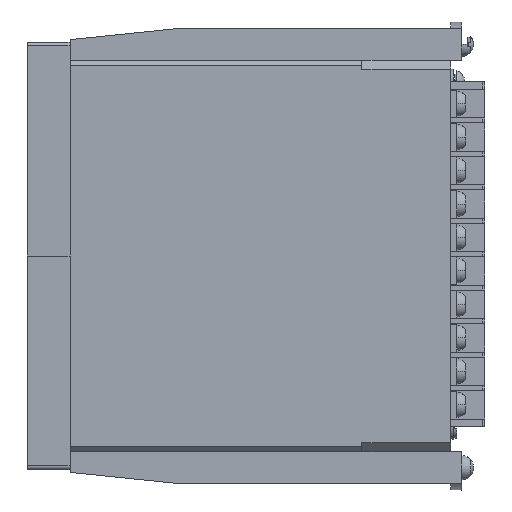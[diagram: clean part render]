
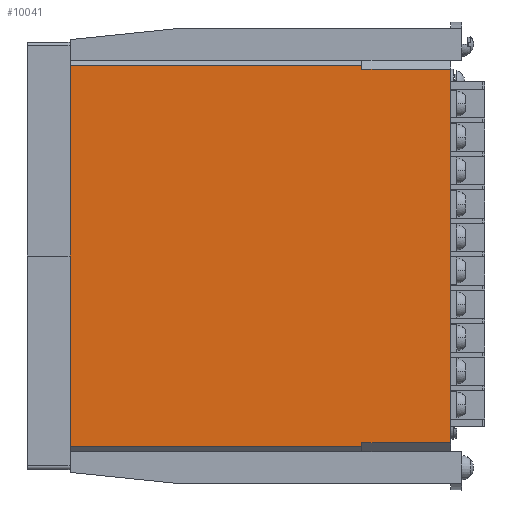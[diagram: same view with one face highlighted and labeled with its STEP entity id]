
A CAD part, left-side view. The second image highlights one B-rep face of the part: STEP entity #10041.
In plain terms, the highlighted planar face has unit normal (-1, 0, 0).
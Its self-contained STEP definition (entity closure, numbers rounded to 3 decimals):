
#208=DIRECTION('',(0.,0.,-1.));
#209=VECTOR('',#208,107.);
#210=CARTESIAN_POINT('',(-55.,-12.,53.5));
#211=LINE('',#210,#209);
#380=DIRECTION('',(0.,-1.,0.));
#381=VECTOR('',#380,82.);
#382=CARTESIAN_POINT('',(-55.,-12.,-53.5));
#383=LINE('',#382,#381);
#384=DIRECTION('',(0.,0.,-1.));
#385=VECTOR('',#384,1.);
#386=CARTESIAN_POINT('',(-55.,-94.,-52.5));
#387=LINE('',#386,#385);
#388=DIRECTION('',(0.,-1.,0.));
#389=VECTOR('',#388,82.);
#390=CARTESIAN_POINT('',(-55.,-12.,53.5));
#391=LINE('',#390,#389);
#392=DIRECTION('',(0.,-1.,0.));
#393=VECTOR('',#392,25.);
#394=CARTESIAN_POINT('',(-55.,-94.,52.5));
#395=LINE('',#394,#393);
#408=DIRECTION('',(0.,0.,1.));
#409=VECTOR('',#408,1.);
#410=CARTESIAN_POINT('',(-55.,-94.,52.5));
#411=LINE('',#410,#409);
#968=DIRECTION('',(0.,0.,1.));
#969=VECTOR('',#968,105.);
#970=CARTESIAN_POINT('',(-55.,-119.,-52.5));
#971=LINE('',#970,#969);
#1482=DIRECTION('',(0.,-1.,0.));
#1483=VECTOR('',#1482,25.);
#1484=CARTESIAN_POINT('',(-55.,-94.,-52.5));
#1485=LINE('',#1484,#1483);
#7126=CARTESIAN_POINT('',(-55.,-12.,53.5));
#7127=VERTEX_POINT('',#7126);
#7128=CARTESIAN_POINT('',(-55.,-12.,-53.5));
#7129=VERTEX_POINT('',#7128);
#7422=CARTESIAN_POINT('',(-55.,-94.,-53.5));
#7423=VERTEX_POINT('',#7422);
#7424=CARTESIAN_POINT('',(-55.,-94.,-52.5));
#7425=VERTEX_POINT('',#7424);
#7426=CARTESIAN_POINT('',(-55.,-94.,53.5));
#7427=VERTEX_POINT('',#7426);
#7428=CARTESIAN_POINT('',(-55.,-94.,52.5));
#7429=VERTEX_POINT('',#7428);
#7430=CARTESIAN_POINT('',(-55.,-119.,52.5));
#7431=VERTEX_POINT('',#7430);
#7432=CARTESIAN_POINT('',(-55.,-119.,-52.5));
#7433=VERTEX_POINT('',#7432);
#10021=CARTESIAN_POINT('',(-55.,-12.,55.));
#10022=DIRECTION('',(-1.,0.,0.));
#10023=DIRECTION('',(0.,0.,-1.));
#10024=AXIS2_PLACEMENT_3D('',#10021,#10022,#10023);
#10025=PLANE('',#10024);
#10026=ORIENTED_EDGE('',*,*,#10001,.T.);
#10027=ORIENTED_EDGE('',*,*,#10016,.F.);
#10028=ORIENTED_EDGE('',*,*,#9415,.F.);
#10030=ORIENTED_EDGE('',*,*,#10029,.T.);
#10032=ORIENTED_EDGE('',*,*,#10031,.F.);
#10034=ORIENTED_EDGE('',*,*,#10033,.T.);
#10036=ORIENTED_EDGE('',*,*,#10035,.F.);
#10038=ORIENTED_EDGE('',*,*,#10037,.F.);
#10039=EDGE_LOOP('',(#10026,#10027,#10028,#10030,#10032,#10034,#10036,#10038));
#10040=FACE_OUTER_BOUND('',#10039,.F.);
#10041=ADVANCED_FACE('',(#10040),#10025,.T.);
#9415=EDGE_CURVE('',#7127,#7129,#211,.T.);
#10001=EDGE_CURVE('',#7425,#7423,#387,.T.);
#10016=EDGE_CURVE('',#7129,#7423,#383,.T.);
#10029=EDGE_CURVE('',#7127,#7427,#391,.T.);
#10031=EDGE_CURVE('',#7429,#7427,#411,.T.);
#10033=EDGE_CURVE('',#7429,#7431,#395,.T.);
#10035=EDGE_CURVE('',#7433,#7431,#971,.T.);
#10037=EDGE_CURVE('',#7425,#7433,#1485,.T.);
